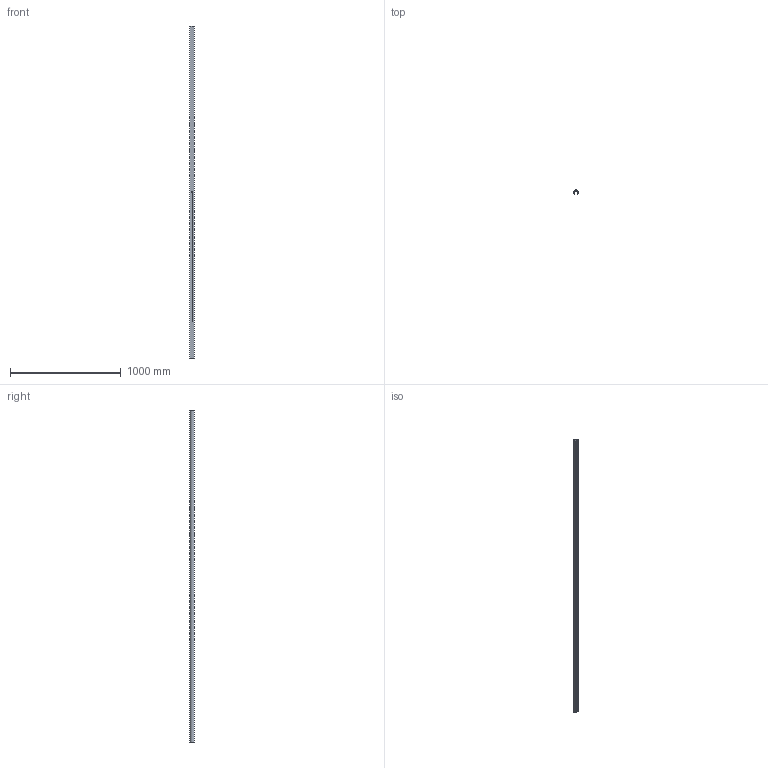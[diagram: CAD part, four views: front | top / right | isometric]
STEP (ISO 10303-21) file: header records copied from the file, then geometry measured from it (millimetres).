
FILE_DESCRIPTION (( 'STEP AP203' ), '1' );
FILE_NAME ('60330-V4A3M.step', '2022-06-27T14:25:29', ( '' ), ( '' ), 'SwSTEP 2.0', 'SolidWorks 2018', '' );
FILE_SCHEMA (( 'CONFIG_CONTROL_DESIGN' ));
Length unit declared in the file: millimetre
Products named in the file (1): 60330-V4A3M
Bounding box: 42.31 x 36.21 x 3000 mm (x, y, z)
Volume: 769356.5 mm3; surface area: 1026336.9 mm2
Topology: 1 solids, 1 shells, 319 faces, 867 edges, 578 vertices
Faces by surface type: plane 172, bspline 137, cylinder 10
Entity records: 16672 total; most frequent: CARTESIAN_POINT 9454, ORIENTED_EDGE 1734, DIRECTION 979, EDGE_CURVE 867, VERTEX_POINT 578, VECTOR 573, LINE 573, EDGE_LOOP 349
